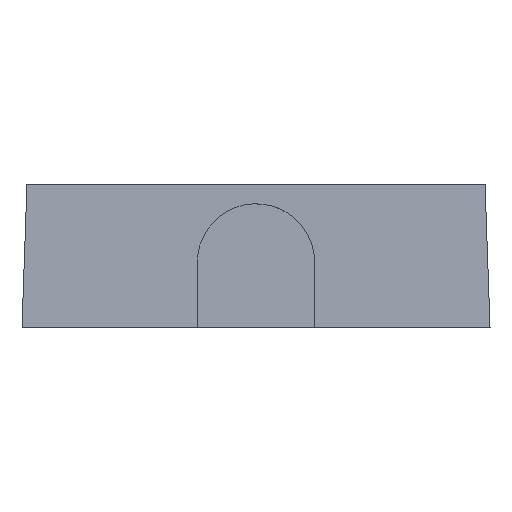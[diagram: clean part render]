
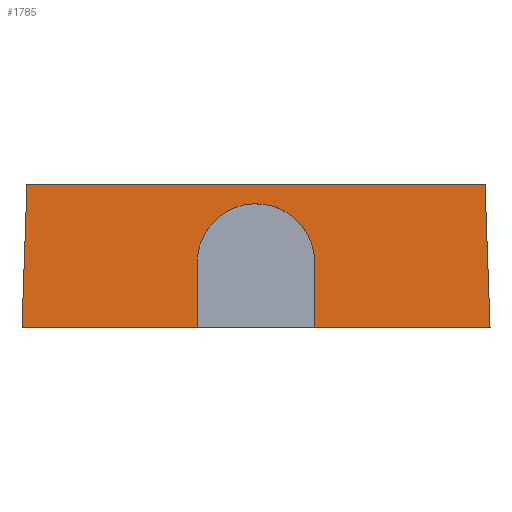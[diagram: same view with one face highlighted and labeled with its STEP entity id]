
A CAD part, top view. The second image highlights one B-rep face of the part: STEP entity #1785.
In plain terms, the highlighted planar face has unit normal (0, 0.035, 0.999).
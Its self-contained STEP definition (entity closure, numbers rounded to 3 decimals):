
#143 = DIRECTION ( 'NONE',  ( 1., 0., 0. ) ) ;
#147 = VERTEX_POINT ( 'NONE', #3030 ) ;
#156 = DIRECTION ( 'NONE',  ( 1., 0., 0. ) ) ;
#262 = DIRECTION ( 'NONE',  ( 0., 0.999, -0.035 ) ) ;
#336 = CARTESIAN_POINT ( 'NONE',  ( -7., 0., 18. ) ) ;
#387 = LINE ( 'NONE', #1746, #1230 ) ;
#591 = VECTOR ( 'NONE', #143, 1000. ) ;
#811 = CARTESIAN_POINT ( 'NONE',  ( -27.9, 0., 18. ) ) ;
#827 = CARTESIAN_POINT ( 'NONE',  ( -7., 7.7, 17.731 ) ) ;
#906 = EDGE_CURVE ( 'NONE', #147, #2960, #1950, .T. ) ;
#942 = VECTOR ( 'NONE', #4361, 1000. ) ;
#1002 = ORIENTED_EDGE ( 'NONE', *, *, #2164, .T. ) ;
#1064 = ORIENTED_EDGE ( 'NONE', *, *, #2430, .F. ) ;
#1071 = EDGE_CURVE ( 'NONE', #4168, #2383, #4149, .T. ) ;
#1075 = CARTESIAN_POINT ( 'NONE',  ( -27.9, 0., 18. ) ) ;
#1094 = VECTOR ( 'NONE', #1690, 1000. ) ;
#1108 = CARTESIAN_POINT ( 'NONE',  ( 27.878, 0.627, 17.978 ) ) ;
#1158 = CARTESIAN_POINT ( 'NONE',  ( 7., 7.7, 17.731 ) ) ;
#1230 = VECTOR ( 'NONE', #3098, 1000. ) ;
#1354 = CARTESIAN_POINT ( 'NONE',  ( -7., 0., 18. ) ) ;
#1391 = VERTEX_POINT ( 'NONE', #1461 ) ;
#1438 = EDGE_CURVE ( 'NONE', #1391, #4168, #1839, .T. ) ;
#1461 = CARTESIAN_POINT ( 'NONE',  ( -27.306, 17., 17.406 ) ) ;
#1656 = LINE ( 'NONE', #3013, #942 ) ;
#1690 = DIRECTION ( 'NONE',  ( 0., -0.999, 0.035 ) ) ;
#1746 = CARTESIAN_POINT ( 'NONE',  ( -27.9, 0., 18. ) ) ;
#1785 = ADVANCED_FACE ( 'NONE', ( #2769 ), #4112, .T. ) ;
#1839 = LINE ( 'NONE', #3183, #591 ) ;
#1850 = LINE ( 'NONE', #3193, #3141 ) ;
#1950 = LINE ( 'NONE', #3301, #2927 ) ;
#2075 = ORIENTED_EDGE ( 'NONE', *, *, #1071, .F. ) ;
#2145 = CARTESIAN_POINT ( 'NONE',  ( 27.306, 17., 17.406 ) ) ;
#2154 = AXIS2_PLACEMENT_3D ( 'NONE', #1075, #2432, #3786 ) ;
#2164 = EDGE_CURVE ( 'NONE', #1391, #2644, #387, .T. ) ;
#2223 = ORIENTED_EDGE ( 'NONE', *, *, #4214, .F. ) ;
#2375 =( BOUNDED_CURVE ( )  B_SPLINE_CURVE ( 3, ( #1158, #2518, #3868, #827 ),
 .UNSPECIFIED., .F., .T. ) 
 B_SPLINE_CURVE_WITH_KNOTS ( ( 4, 4 ),
 ( 4.712, 7.854 ),
 .UNSPECIFIED. ) 
 CURVE ( )  GEOMETRIC_REPRESENTATION_ITEM ( )  RATIONAL_B_SPLINE_CURVE ( ( 1., 0.333, 0.333, 1. ) ) 
 REPRESENTATION_ITEM ( '' )  );
#2383 = VERTEX_POINT ( 'NONE', #2635 ) ;
#2430 = EDGE_CURVE ( 'NONE', #2824, #3287, #3376, .T. ) ;
#2432 = DIRECTION ( 'NONE',  ( 0., 0.035, 0.999 ) ) ;
#2443 = ORIENTED_EDGE ( 'NONE', *, *, #3120, .T. ) ;
#2467 = DIRECTION ( 'NONE',  ( 0.035, -0.999, 0.035 ) ) ;
#2470 = ORIENTED_EDGE ( 'NONE', *, *, #1438, .F. ) ;
#2480 = EDGE_LOOP ( 'NONE', ( #4028, #2443, #2075, #2470, #1002, #4249, #1064, #2223 ) ) ;
#2518 = CARTESIAN_POINT ( 'NONE',  ( 7., 21.7, 17.242 ) ) ;
#2635 = CARTESIAN_POINT ( 'NONE',  ( 27.9, 0., 18. ) ) ;
#2644 = VERTEX_POINT ( 'NONE', #811 ) ;
#2769 = FACE_OUTER_BOUND ( 'NONE', #2480, .T. ) ;
#2824 = VERTEX_POINT ( 'NONE', #3978 ) ;
#2852 = VECTOR ( 'NONE', #2467, 1000. ) ;
#2873 = EDGE_CURVE ( 'NONE', #2644, #3287, #1656, .T. ) ;
#2927 = VECTOR ( 'NONE', #262, 1000. ) ;
#2960 = VERTEX_POINT ( 'NONE', #3080 ) ;
#3013 = CARTESIAN_POINT ( 'NONE',  ( -27.9, 0., 18. ) ) ;
#3030 = CARTESIAN_POINT ( 'NONE',  ( 7., 0., 18. ) ) ;
#3080 = CARTESIAN_POINT ( 'NONE',  ( 7., 7.7, 17.731 ) ) ;
#3098 = DIRECTION ( 'NONE',  ( -0.035, -0.999, 0.035 ) ) ;
#3120 = EDGE_CURVE ( 'NONE', #147, #2383, #1850, .T. ) ;
#3141 = VECTOR ( 'NONE', #156, 1000. ) ;
#3183 = CARTESIAN_POINT ( 'NONE',  ( -27.9, 17., 17.406 ) ) ;
#3193 = CARTESIAN_POINT ( 'NONE',  ( -27.9, 0., 18. ) ) ;
#3287 = VERTEX_POINT ( 'NONE', #1354 ) ;
#3301 = CARTESIAN_POINT ( 'NONE',  ( 7., 0., 18. ) ) ;
#3376 = LINE ( 'NONE', #336, #1094 ) ;
#3786 = DIRECTION ( 'NONE',  ( 0., -0.999, 0.035 ) ) ;
#3868 = CARTESIAN_POINT ( 'NONE',  ( -7., 21.7, 17.242 ) ) ;
#3978 = CARTESIAN_POINT ( 'NONE',  ( -7., 7.7, 17.731 ) ) ;
#4028 = ORIENTED_EDGE ( 'NONE', *, *, #906, .F. ) ;
#4112 = PLANE ( 'NONE',  #2154 ) ;
#4149 = LINE ( 'NONE', #1108, #2852 ) ;
#4168 = VERTEX_POINT ( 'NONE', #2145 ) ;
#4214 = EDGE_CURVE ( 'NONE', #2960, #2824, #2375, .T. ) ;
#4249 = ORIENTED_EDGE ( 'NONE', *, *, #2873, .T. ) ;
#4361 = DIRECTION ( 'NONE',  ( 1., 0., 0. ) ) ;
